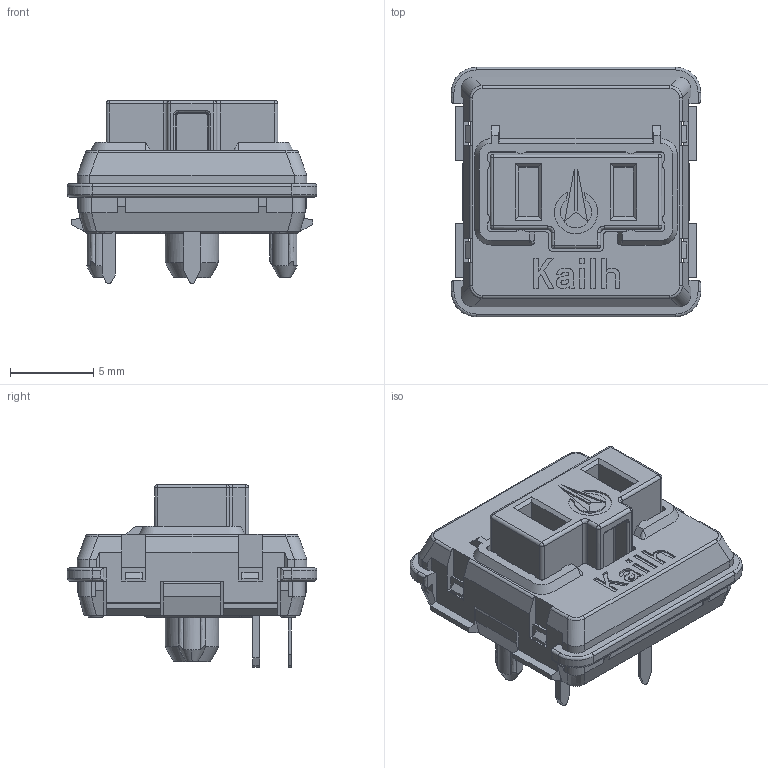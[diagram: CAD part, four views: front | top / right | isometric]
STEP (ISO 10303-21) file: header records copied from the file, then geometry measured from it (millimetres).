
FILE_DESCRIPTION(('FreeCAD Model'),'2;1');
FILE_NAME('Open CASCADE Shape Model','2023-11-06T16:57:12',(''),(''), 'Open CASCADE STEP processor 7.6','FreeCAD','Unknown');
FILE_SCHEMA(('AUTOMOTIVE_DESIGN { 1 0 10303 214 1 1 1 1 }'));
Length unit declared in the file: millimetre
Products named in the file (7): Kailh_Choc_CPG135001D02_brown; Document009; Document; Document001; Document006; Document007; Document008
Assembly tree (11 placements, depth 3):
  Kailh_Choc_CPG135001D02_brown
    Document009
      Document
      Document001
      Document006
      Document007
      Document008
    Document
    Document001
    Document006
    Document007
    Document008
Bounding box: 15 x 15 x 11 mm (x, y, z)
Volume: 1884.9 mm3; surface area: 3104.3 mm2
Topology: 10 solids, 10 shells, 990 faces, 2660 edges, 1698 vertices
Faces by surface type: plane 496, bspline 494
Entity records: 16137 total; most frequent: CARTESIAN_POINT 7369, ORIENTED_EDGE 2654, EDGE_CURVE 1327, B_SPLINE_CURVE_WITH_KNOTS 1089, VERTEX_POINT 849, FACE_BOUND 522, EDGE_LOOP 522, DIRECTION 520
